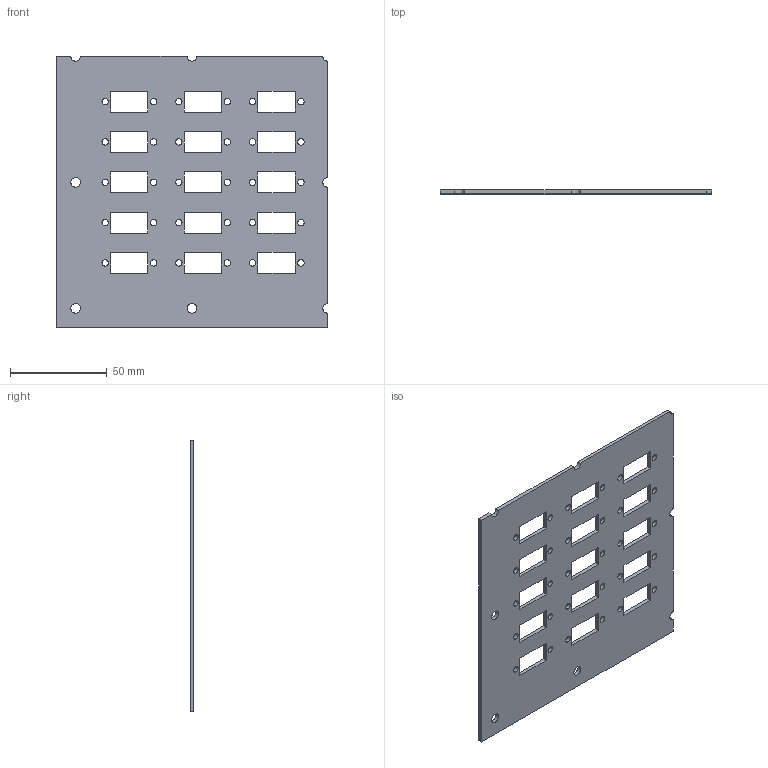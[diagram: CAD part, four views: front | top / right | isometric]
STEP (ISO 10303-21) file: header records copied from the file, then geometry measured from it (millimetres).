
FILE_DESCRIPTION((''),'2;1');
FILE_NAME('140140SIGNALINTERFACEV2','2023-10-08T13:40:36',('yus19'),(''),'CREO PARAMETRIC BY PTC INC, 2022073','CREO PARAMETRIC BY PTC INC, 2022073','');
FILE_SCHEMA(('CONFIG_CONTROL_DESIGN'));
Length unit declared in the file: millimetre
Products named in the file (1): 140140SIGNALINTERFACEV2
Bounding box: 140 x 2 x 140 mm (x, y, z)
Volume: 32259.9 mm3; surface area: 35916.8 mm2
Topology: 1 solids, 1 shells, 141 faces, 417 edges, 278 vertices
Faces by surface type: cylinder 71, plane 70
Entity records: 4983 total; most frequent: DIRECTION 841, CARTESIAN_POINT 836, ORIENTED_EDGE 834, EDGE_CURVE 417, AXIS2_PLACEMENT_3D 283, VERTEX_POINT 278, VECTOR 275, LINE 275
